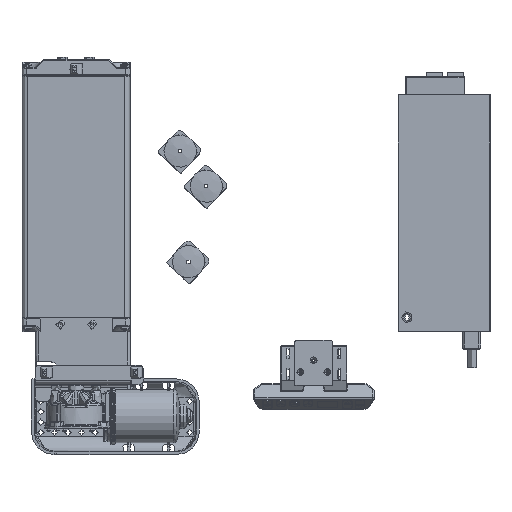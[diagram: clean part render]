
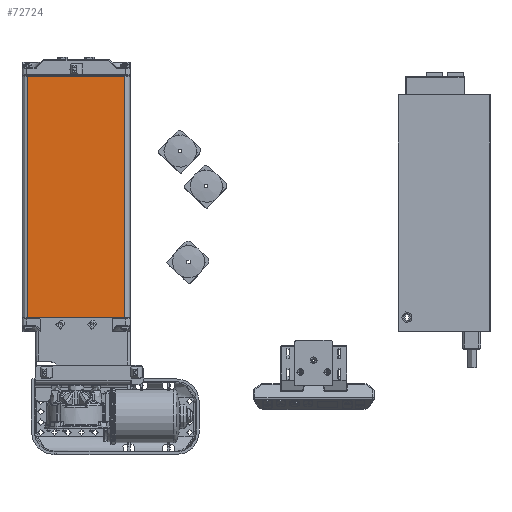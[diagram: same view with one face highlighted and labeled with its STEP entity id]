
A CAD part, top view. The second image highlights one B-rep face of the part: STEP entity #72724.
In plain terms, the highlighted planar face has unit normal (0, 0, 1).
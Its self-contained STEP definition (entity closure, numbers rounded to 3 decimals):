
#3824=PLANE('',#80254);
#10907=FACE_OUTER_BOUND('',#15450,.T.);
#15450=EDGE_LOOP('',(#63112,#63113,#63114,#63115));
#19696=LINE('',#240229,#23967);
#19697=LINE('',#240231,#23968);
#19698=LINE('',#240233,#23969);
#19699=LINE('',#240234,#23970);
#23967=VECTOR('',#97219,267.5);
#23968=VECTOR('',#97220,108.);
#23969=VECTOR('',#97221,267.5);
#23970=VECTOR('',#97222,108.);
#33903=VERTEX_POINT('',#240227);
#33904=VERTEX_POINT('',#240228);
#33905=VERTEX_POINT('',#240230);
#33906=VERTEX_POINT('',#240232);
#43733=EDGE_CURVE('',#33903,#33904,#19696,.F.);
#43734=EDGE_CURVE('',#33904,#33905,#19697,.T.);
#43735=EDGE_CURVE('',#33905,#33906,#19698,.T.);
#43736=EDGE_CURVE('',#33906,#33903,#19699,.F.);
#63112=ORIENTED_EDGE('',*,*,#43733,.T.);
#63113=ORIENTED_EDGE('',*,*,#43734,.T.);
#63114=ORIENTED_EDGE('',*,*,#43735,.T.);
#63115=ORIENTED_EDGE('',*,*,#43736,.T.);
#72724=ADVANCED_FACE('',(#10907),#3824,.T.);
#80254=AXIS2_PLACEMENT_3D('',#240226,#97217,#97218);
#97217=DIRECTION('center_axis',(0.,0.,1.));
#97218=DIRECTION('ref_axis',(1.,0.,0.));
#97219=DIRECTION('',(0.,-1.,0.));
#97220=DIRECTION('',(-1.,0.,0.));
#97221=DIRECTION('',(0.,-1.,0.));
#97222=DIRECTION('',(-1.,0.,0.));
#240226=CARTESIAN_POINT('Origin',(60.,268.5,30.));
#240227=CARTESIAN_POINT('',(54.,0.5,30.));
#240228=CARTESIAN_POINT('',(54.,268.,30.));
#240229=CARTESIAN_POINT('',(54.,268.,30.));
#240230=CARTESIAN_POINT('',(-54.,268.,30.));
#240231=CARTESIAN_POINT('',(54.,268.,30.));
#240232=CARTESIAN_POINT('',(-54.,0.5,30.));
#240233=CARTESIAN_POINT('',(-54.,268.,30.));
#240234=CARTESIAN_POINT('',(54.,0.5,30.));
